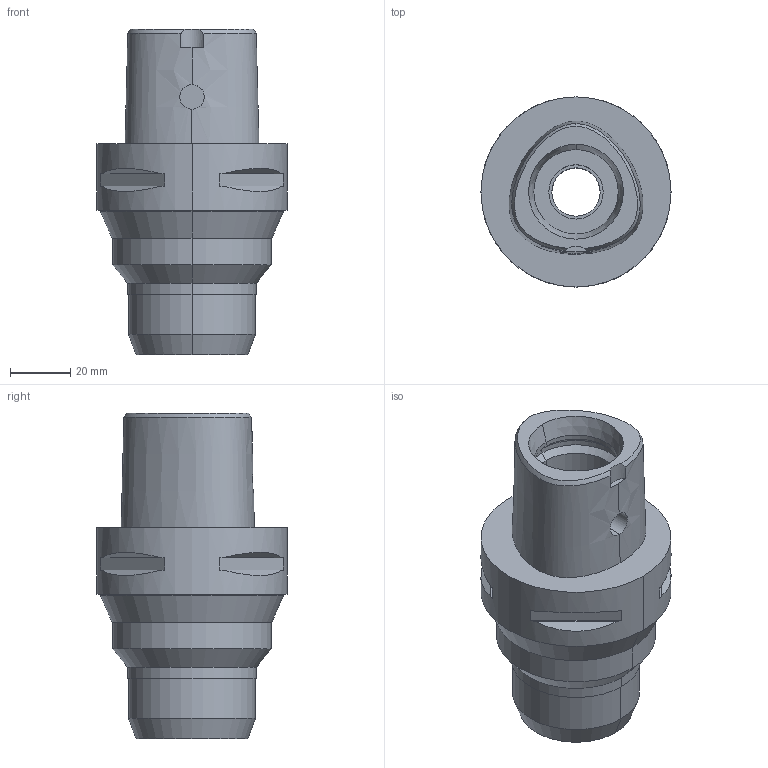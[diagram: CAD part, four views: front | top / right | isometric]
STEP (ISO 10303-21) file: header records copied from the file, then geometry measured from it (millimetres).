
FILE_DESCRIPTION((''),'2;1');
FILE_NAME('C6-MEGA16D-70A','2018-12-27T',('ykawabe'),(''),'CREO PARAMETRIC BY PTC INC, 2016380','CREO PARAMETRIC BY PTC INC, 2016380','');
FILE_SCHEMA(('AUTOMOTIVE_DESIGN { 1 0 10303 214 1 1 1 1 }'));
Length unit declared in the file: millimetre
Products named in the file (1): C6-MEGA16D-70A
Bounding box: 63 x 63 x 108 mm (x, y, z)
Volume: 171595.1 mm3; surface area: 28267.4 mm2
Topology: 1 solids, 1 shells, 71 faces, 160 edges, 99 vertices
Faces by surface type: plane 30, cylinder 23, cone 12, bspline 4, torus 2
Entity records: 3642 total; most frequent: CARTESIAN_POINT 1408, DIRECTION 348, ORIENTED_EDGE 320, PRESENTATION_STYLE_ASSIGNMENT 165, STYLED_ITEM 165, CURVE_STYLE 164, EDGE_CURVE 160, AXIS2_PLACEMENT_3D 142
